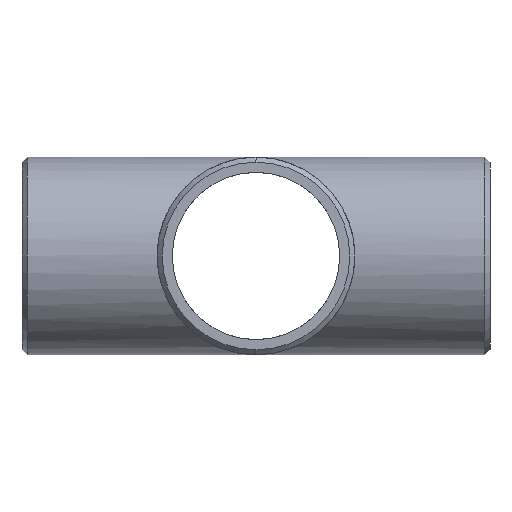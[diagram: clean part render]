
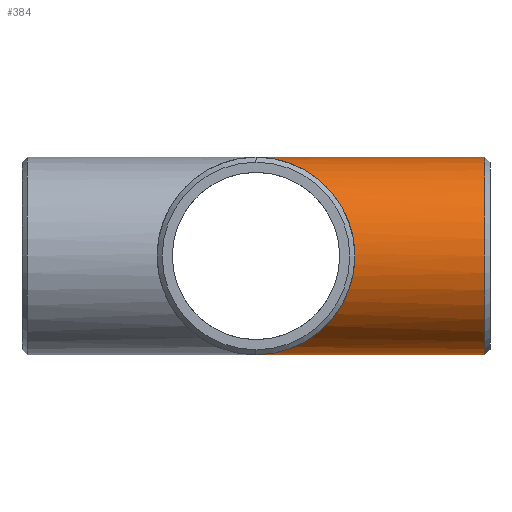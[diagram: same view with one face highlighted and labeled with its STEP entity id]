
A CAD part, left-side view. The second image highlights one B-rep face of the part: STEP entity #384.
In plain terms, the highlighted cylindrical face has radius 24.13 mm (diameter 48.26 mm), a partial arc.
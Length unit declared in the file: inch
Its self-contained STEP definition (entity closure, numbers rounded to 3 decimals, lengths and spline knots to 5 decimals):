
#14 = LINE ( 'NONE', #342, #644 ) ;
#30 = VECTOR ( 'NONE', #106, 39.37008 ) ;
#99 = CARTESIAN_POINT ( 'NONE',  ( 0., -2.25, 0. ) ) ;
#106 = DIRECTION ( 'NONE',  ( 0., 1., 0. ) ) ;
#153 = DIRECTION ( 'NONE',  ( 0., 0., -1. ) ) ;
#161 = LINE ( 'NONE', #653, #30 ) ;
#169 = CARTESIAN_POINT ( 'NONE',  ( 0., -2.20167, 0.95 ) ) ;
#184 = VERTEX_POINT ( 'NONE', #684 ) ;
#205 = CARTESIAN_POINT ( 'NONE',  ( 0., 0., 0.95 ) ) ;
#272 = VERTEX_POINT ( 'NONE', #205 ) ;
#303 = EDGE_CURVE ( 'NONE', #184, #272, #746, .T. ) ;
#335 = DIRECTION ( 'NONE',  ( 0., 1., 0. ) ) ;
#342 = CARTESIAN_POINT ( 'NONE',  ( 0., -2.25, 0.95 ) ) ;
#372 = AXIS2_PLACEMENT_3D ( 'NONE', #767, #452, #153 ) ;
#384 = ADVANCED_FACE ( 'NONE', ( #783 ), #665, .T. ) ;
#385 = CARTESIAN_POINT ( 'NONE',  ( -1.9, -1.9, 0.95 ) ) ;
#405 = ORIENTED_EDGE ( 'NONE', *, *, #303, .F. ) ;
#412 = EDGE_CURVE ( 'NONE', #549, #184, #161, .T. ) ;
#452 = DIRECTION ( 'NONE',  ( 0., 1., 0. ) ) ;
#488 = EDGE_CURVE ( 'NONE', #648, #272, #14, .T. ) ;
#513 = ORIENTED_EDGE ( 'NONE', *, *, #412, .F. ) ;
#549 = VERTEX_POINT ( 'NONE', #713 ) ;
#554 = EDGE_CURVE ( 'NONE', #549, #648, #708, .T. ) ;
#602 = DIRECTION ( 'NONE',  ( 0., 0., -1. ) ) ;
#610 = ORIENTED_EDGE ( 'NONE', *, *, #488, .T. ) ;
#637 = CARTESIAN_POINT ( 'NONE',  ( 0., 0., 0.95 ) ) ;
#644 = VECTOR ( 'NONE', #335, 39.37008 ) ;
#648 = VERTEX_POINT ( 'NONE', #169 ) ;
#653 = CARTESIAN_POINT ( 'NONE',  ( 0., -2.25, -0.95 ) ) ;
#665 = CYLINDRICAL_SURFACE ( 'NONE', #736, 0.95 ) ;
#684 = CARTESIAN_POINT ( 'NONE',  ( 0., 0., -0.95 ) ) ;
#690 = ORIENTED_EDGE ( 'NONE', *, *, #554, .T. ) ;
#695 = EDGE_LOOP ( 'NONE', ( #690, #610, #405, #513 ) ) ;
#701 = CARTESIAN_POINT ( 'NONE',  ( 0., 0., -0.95 ) ) ;
#708 = CIRCLE ( 'NONE', #372, 0.95 ) ;
#713 = CARTESIAN_POINT ( 'NONE',  ( 0., -2.20167, -0.95 ) ) ;
#714 = DIRECTION ( 'NONE',  ( 0., 1., 0. ) ) ;
#736 = AXIS2_PLACEMENT_3D ( 'NONE', #99, #714, #602 ) ;
#746 =( BOUNDED_CURVE ( )  B_SPLINE_CURVE ( 3, ( #701, #779, #385, #637 ),
 .UNSPECIFIED., .F., .T. ) 
 B_SPLINE_CURVE_WITH_KNOTS ( ( 4, 4 ),
 ( 4.71239, 7.85398 ),
 .UNSPECIFIED. ) 
 CURVE ( )  GEOMETRIC_REPRESENTATION_ITEM ( )  RATIONAL_B_SPLINE_CURVE ( ( 1., 0.333, 0.333, 1. ) ) 
 REPRESENTATION_ITEM ( '' )  );
#767 = CARTESIAN_POINT ( 'NONE',  ( 0., -2.20167, 0. ) ) ;
#779 = CARTESIAN_POINT ( 'NONE',  ( -1.9, -1.9, -0.95 ) ) ;
#783 = FACE_OUTER_BOUND ( 'NONE', #695, .T. ) ;
